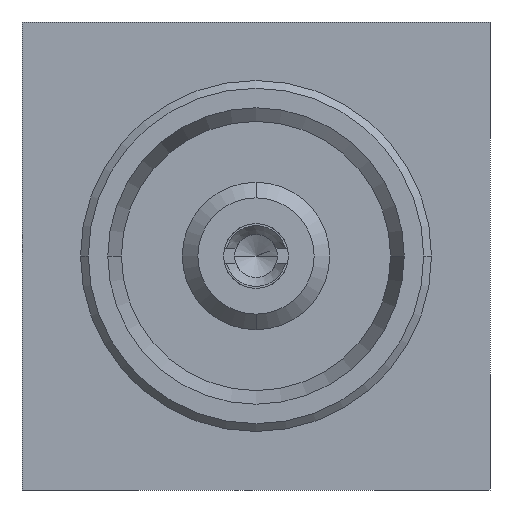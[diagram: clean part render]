
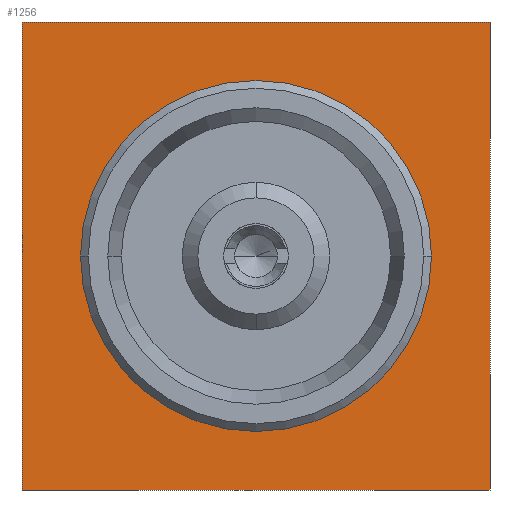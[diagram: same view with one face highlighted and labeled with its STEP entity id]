
A CAD part, left-side view. The second image highlights one B-rep face of the part: STEP entity #1256.
In plain terms, the highlighted planar face has unit normal (-1, 0, 0).
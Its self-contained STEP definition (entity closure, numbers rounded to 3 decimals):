
#116=CARTESIAN_POINT('',(0.39,0.,0.));
#117=DIRECTION('',(1.,0.,0.));
#118=DIRECTION('',(0.,1.,0.));
#119=AXIS2_PLACEMENT_3D('',#116,#117,#118);
#130=CARTESIAN_POINT('',(0.39,0.,0.));
#131=DIRECTION('',(-1.,0.,0.));
#132=DIRECTION('',(0.,1.,0.));
#133=AXIS2_PLACEMENT_3D('',#130,#131,#132);
#139=DIRECTION('',(0.,0.,-1.));
#140=VECTOR('',#139,6.);
#141=CARTESIAN_POINT('',(0.39,-3.,3.));
#142=LINE('',#141,#140);
#143=DIRECTION('',(0.,1.,0.));
#144=VECTOR('',#143,6.);
#145=CARTESIAN_POINT('',(0.39,-3.,-3.));
#146=LINE('',#145,#144);
#147=DIRECTION('',(0.,0.,1.));
#148=VECTOR('',#147,6.);
#149=CARTESIAN_POINT('',(0.39,3.,-3.));
#150=LINE('',#149,#148);
#151=DIRECTION('',(0.,-1.,0.));
#152=VECTOR('',#151,6.);
#153=CARTESIAN_POINT('',(0.39,3.,3.));
#154=LINE('',#153,#152);
#821=CARTESIAN_POINT('',(0.39,2.25,0.));
#822=CARTESIAN_POINT('',(0.39,-2.25,0.));
#823=VERTEX_POINT('',#821);
#824=VERTEX_POINT('',#822);
#825=CARTESIAN_POINT('',(0.39,-3.,3.));
#826=CARTESIAN_POINT('',(0.39,-3.,-3.));
#827=VERTEX_POINT('',#825);
#828=VERTEX_POINT('',#826);
#829=CARTESIAN_POINT('',(0.39,3.,-3.));
#830=VERTEX_POINT('',#829);
#831=CARTESIAN_POINT('',(0.39,3.,3.));
#832=VERTEX_POINT('',#831);
#1237=CARTESIAN_POINT('',(0.39,0.,0.));
#1238=DIRECTION('',(1.,0.,0.));
#1239=DIRECTION('',(0.,-1.,0.));
#1240=AXIS2_PLACEMENT_3D('',#1237,#1238,#1239);
#1241=PLANE('',#1240);
#1243=ORIENTED_EDGE('',*,*,#1242,.T.);
#1245=ORIENTED_EDGE('',*,*,#1244,.T.);
#1247=ORIENTED_EDGE('',*,*,#1246,.T.);
#1249=ORIENTED_EDGE('',*,*,#1248,.T.);
#1250=EDGE_LOOP('',(#1243,#1245,#1247,#1249));
#1251=FACE_OUTER_BOUND('',#1250,.F.);
#1252=ORIENTED_EDGE('',*,*,#1217,.F.);
#1253=ORIENTED_EDGE('',*,*,#1231,.T.);
#1254=EDGE_LOOP('',(#1252,#1253));
#1255=FACE_BOUND('',#1254,.F.);
#1256=ADVANCED_FACE('',(#1251,#1255),#1241,.F.);
#120=CIRCLE('',#119,2.25);
#134=CIRCLE('',#133,2.25);
#1217=EDGE_CURVE('',#823,#824,#120,.T.);
#1231=EDGE_CURVE('',#823,#824,#134,.T.);
#1242=EDGE_CURVE('',#827,#828,#142,.T.);
#1244=EDGE_CURVE('',#828,#830,#146,.T.);
#1246=EDGE_CURVE('',#830,#832,#150,.T.);
#1248=EDGE_CURVE('',#832,#827,#154,.T.);
